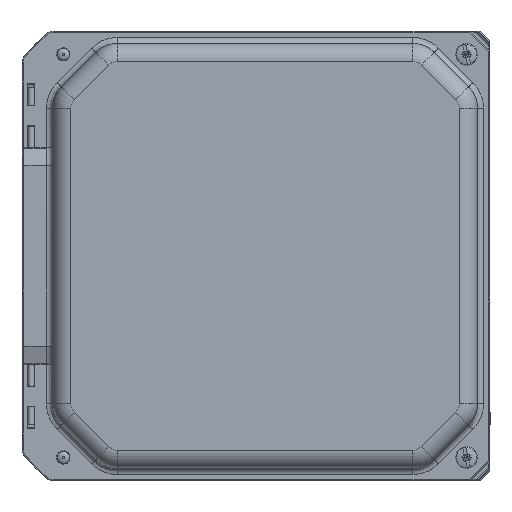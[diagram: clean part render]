
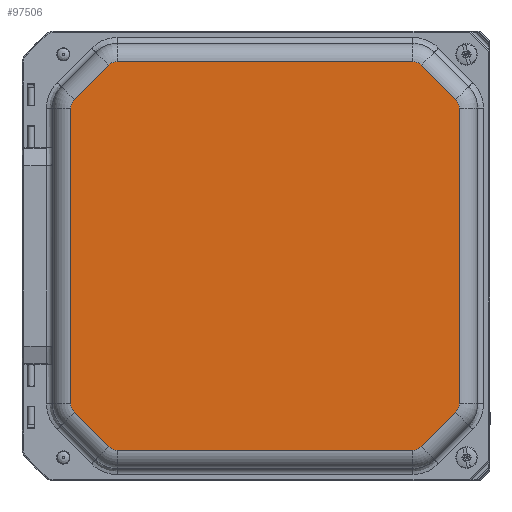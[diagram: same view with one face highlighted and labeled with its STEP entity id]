
A CAD part, top view. The second image highlights one B-rep face of the part: STEP entity #97506.
In plain terms, the highlighted planar face has unit normal (0, 0, 1).
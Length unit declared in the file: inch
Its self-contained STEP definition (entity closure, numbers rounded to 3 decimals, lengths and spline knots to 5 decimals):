
#247 = ORIENTED_EDGE ( 'NONE', *, *, #73272, .F. ) ;
#1008 = EDGE_CURVE ( 'NONE', #68280, #37126, #19560, .T. ) ;
#1692 = EDGE_CURVE ( 'NONE', #47847, #75978, #100812, .T. ) ;
#2652 = CARTESIAN_POINT ( 'NONE',  ( -3.08456, -3.8026, 4.312 ) ) ;
#5040 = CARTESIAN_POINT ( 'NONE',  ( 3.44342, 3.80154, 4.312 ) ) ;
#5263 = AXIS2_PLACEMENT_3D ( 'NONE', #99352, #26343, #35931 ) ;
#5553 = EDGE_CURVE ( 'NONE', #21262, #26063, #68292, .T. ) ;
#6208 = DIRECTION ( 'NONE',  ( 0., -1., 0. ) ) ;
#6299 = CARTESIAN_POINT ( 'NONE',  ( 3.80164, -3.44453, 4.312 ) ) ;
#8083 = LINE ( 'NONE', #60881, #92240 ) ;
#9631 = DIRECTION ( 'NONE',  ( 0., 0., 1. ) ) ;
#10128 = ORIENTED_EDGE ( 'NONE', *, *, #57761, .F. ) ;
#11508 = CARTESIAN_POINT ( 'NONE',  ( 4.05486, -3.08616, 4.312 ) ) ;
#11795 = AXIS2_PLACEMENT_3D ( 'NONE', #90552, #9631, #27930 ) ;
#12590 = DIRECTION ( 'NONE',  ( 0.707, -0.707, 0. ) ) ;
#12723 = CARTESIAN_POINT ( 'NONE',  ( -3.08456, 4.05525, 4.312 ) ) ;
#12903 = CARTESIAN_POINT ( 'NONE',  ( -3.801, 3.08496, 4.312 ) ) ;
#13665 = CARTESIAN_POINT ( 'NONE',  ( -4.05486, 3.08496, 4.312 ) ) ;
#16309 = CARTESIAN_POINT ( 'NONE',  ( 3.801, -3.08616, 4.312 ) ) ;
#17092 = LINE ( 'NONE', #6299, #72712 ) ;
#17305 = VECTOR ( 'NONE', #28270, 39.37008 ) ;
#18043 = LINE ( 'NONE', #46020, #105076 ) ;
#19497 = AXIS2_PLACEMENT_3D ( 'NONE', #12903, #112961, #22100 ) ;
#19560 = LINE ( 'NONE', #62197, #110794 ) ;
#20362 = CARTESIAN_POINT ( 'NONE',  ( 3.08456, -3.8026, 4.312 ) ) ;
#20517 = AXIS2_PLACEMENT_3D ( 'NONE', #61184, #63963, #106932 ) ;
#20537 = DIRECTION ( 'NONE',  ( 0., 0., 1. ) ) ;
#21262 = VERTEX_POINT ( 'NONE', #12723 ) ;
#22062 = CARTESIAN_POINT ( 'NONE',  ( 3.801, 3.08496, 4.312 ) ) ;
#22100 = DIRECTION ( 'NONE',  ( 0., -1., 0. ) ) ;
#22312 = VERTEX_POINT ( 'NONE', #99753 ) ;
#22563 = CIRCLE ( 'NONE', #113003, 0.25386 ) ;
#22599 = ORIENTED_EDGE ( 'NONE', *, *, #106178, .F. ) ;
#22657 = EDGE_CURVE ( 'NONE', #22312, #44574, #25022, .T. ) ;
#24945 = EDGE_CURVE ( 'NONE', #64035, #28064, #60799, .T. ) ;
#25022 = CIRCLE ( 'NONE', #38926, 0.25386 ) ;
#25328 = DIRECTION ( 'NONE',  ( 1., 0., 0. ) ) ;
#25856 = DIRECTION ( 'NONE',  ( 0., 0., 1. ) ) ;
#26063 = VERTEX_POINT ( 'NONE', #33225 ) ;
#26343 = DIRECTION ( 'NONE',  ( 0., 0., 1. ) ) ;
#26691 = DIRECTION ( 'NONE',  ( -0.707, -0.707, 0. ) ) ;
#27260 = VERTEX_POINT ( 'NONE', #94172 ) ;
#27930 = DIRECTION ( 'NONE',  ( 0., -1., 0. ) ) ;
#28064 = VERTEX_POINT ( 'NONE', #63825 ) ;
#28270 = DIRECTION ( 'NONE',  ( -1., 0., 0. ) ) ;
#32997 = ORIENTED_EDGE ( 'NONE', *, *, #98025, .F. ) ;
#33225 = CARTESIAN_POINT ( 'NONE',  ( -3.26406, 3.9809, 4.312 ) ) ;
#33427 = CARTESIAN_POINT ( 'NONE',  ( -3.9805, -3.26567, 4.312 ) ) ;
#33786 = CARTESIAN_POINT ( 'NONE',  ( -4.05486, -3.08616, 4.312 ) ) ;
#33968 = CARTESIAN_POINT ( 'NONE',  ( -3.08456, -4.05646, 4.312 ) ) ;
#35931 = DIRECTION ( 'NONE',  ( 0., -1., 0. ) ) ;
#36382 = DIRECTION ( 'NONE',  ( 0., 0., 1. ) ) ;
#37126 = VERTEX_POINT ( 'NONE', #33427 ) ;
#37526 = DIRECTION ( 'NONE',  ( 0., 1., 0. ) ) ;
#38926 = AXIS2_PLACEMENT_3D ( 'NONE', #16309, #25856, #108340 ) ;
#40271 = ORIENTED_EDGE ( 'NONE', *, *, #1008, .F. ) ;
#41495 = ORIENTED_EDGE ( 'NONE', *, *, #60938, .T. ) ;
#42254 = ORIENTED_EDGE ( 'NONE', *, *, #63723, .T. ) ;
#44574 = VERTEX_POINT ( 'NONE', #11508 ) ;
#46020 = CARTESIAN_POINT ( 'NONE',  ( -3.80164, 3.44332, 4.312 ) ) ;
#47490 = ORIENTED_EDGE ( 'NONE', *, *, #24945, .T. ) ;
#47847 = VERTEX_POINT ( 'NONE', #90490 ) ;
#48408 = DIRECTION ( 'NONE',  ( 0., 0., 1. ) ) ;
#50393 = VECTOR ( 'NONE', #37526, 39.37008 ) ;
#52887 = CARTESIAN_POINT ( 'NONE',  ( -1.54228, 4.05525, 4.312 ) ) ;
#53173 = DIRECTION ( 'NONE',  ( 1., 0., 0. ) ) ;
#53952 = CARTESIAN_POINT ( 'NONE',  ( 3.9805, 3.26446, 4.312 ) ) ;
#54014 = AXIS2_PLACEMENT_3D ( 'NONE', #118053, #36382, #53173 ) ;
#56167 = VERTEX_POINT ( 'NONE', #33786 ) ;
#56594 = CARTESIAN_POINT ( 'NONE',  ( 1.54228, -4.05646, 4.312 ) ) ;
#57761 = EDGE_CURVE ( 'NONE', #47847, #44574, #8083, .T. ) ;
#58904 = EDGE_CURVE ( 'NONE', #56167, #37126, #69114, .T. ) ;
#60799 = CIRCLE ( 'NONE', #66864, 0.25386 ) ;
#60881 = CARTESIAN_POINT ( 'NONE',  ( 4.05486, 1.54218, 4.312 ) ) ;
#60938 = EDGE_CURVE ( 'NONE', #68280, #64562, #22563, .T. ) ;
#61184 = CARTESIAN_POINT ( 'NONE',  ( 0., -0.0006, 4.312 ) ) ;
#62197 = CARTESIAN_POINT ( 'NONE',  ( -3.44342, -3.80275, 4.312 ) ) ;
#63723 = EDGE_CURVE ( 'NONE', #27260, #109027, #116184, .T. ) ;
#63825 = CARTESIAN_POINT ( 'NONE',  ( 3.26406, -3.98211, 4.312 ) ) ;
#63963 = DIRECTION ( 'NONE',  ( 0., 0., 1. ) ) ;
#64035 = VERTEX_POINT ( 'NONE', #81937 ) ;
#64562 = VERTEX_POINT ( 'NONE', #33968 ) ;
#65801 = AXIS2_PLACEMENT_3D ( 'NONE', #22062, #48408, #75130 ) ;
#66864 = AXIS2_PLACEMENT_3D ( 'NONE', #20362, #111201, #102446 ) ;
#67106 = CARTESIAN_POINT ( 'NONE',  ( -3.9805, 3.26446, 4.312 ) ) ;
#67590 = FACE_OUTER_BOUND ( 'NONE', #110543, .T. ) ;
#68280 = VERTEX_POINT ( 'NONE', #81860 ) ;
#68292 = CIRCLE ( 'NONE', #5263, 0.25386 ) ;
#69114 = CIRCLE ( 'NONE', #54014, 0.25386 ) ;
#70173 = EDGE_CURVE ( 'NONE', #82578, #107555, #86234, .T. ) ;
#70463 = ORIENTED_EDGE ( 'NONE', *, *, #22657, .T. ) ;
#71240 = ORIENTED_EDGE ( 'NONE', *, *, #98456, .F. ) ;
#72128 = ORIENTED_EDGE ( 'NONE', *, *, #5553, .T. ) ;
#72263 = ORIENTED_EDGE ( 'NONE', *, *, #77749, .F. ) ;
#72712 = VECTOR ( 'NONE', #26691, 39.37008 ) ;
#73272 = EDGE_CURVE ( 'NONE', #56167, #107555, #87392, .T. ) ;
#73534 = DIRECTION ( 'NONE',  ( 0.707, 0.707, 0. ) ) ;
#75130 = DIRECTION ( 'NONE',  ( 0., -1., 0. ) ) ;
#75978 = VERTEX_POINT ( 'NONE', #53952 ) ;
#77574 = VECTOR ( 'NONE', #25328, 39.37008 ) ;
#77749 = EDGE_CURVE ( 'NONE', #21262, #109027, #96057, .T. ) ;
#79513 = PLANE ( 'NONE',  #20517 ) ;
#81860 = CARTESIAN_POINT ( 'NONE',  ( -3.26406, -3.98211, 4.312 ) ) ;
#81937 = CARTESIAN_POINT ( 'NONE',  ( 3.08456, -4.05646, 4.312 ) ) ;
#82578 = VERTEX_POINT ( 'NONE', #67106 ) ;
#82835 = ORIENTED_EDGE ( 'NONE', *, *, #103406, .F. ) ;
#85079 = DIRECTION ( 'NONE',  ( 1., 0., 0. ) ) ;
#86234 = CIRCLE ( 'NONE', #19497, 0.25386 ) ;
#86696 = ORIENTED_EDGE ( 'NONE', *, *, #58904, .T. ) ;
#87392 = LINE ( 'NONE', #102437, #50393 ) ;
#90436 = DIRECTION ( 'NONE',  ( -0.707, 0.707, 0. ) ) ;
#90490 = CARTESIAN_POINT ( 'NONE',  ( 4.05486, 3.08496, 4.312 ) ) ;
#90552 = CARTESIAN_POINT ( 'NONE',  ( 3.08456, 3.8014, 4.312 ) ) ;
#92240 = VECTOR ( 'NONE', #6208, 39.37008 ) ;
#94172 = CARTESIAN_POINT ( 'NONE',  ( 3.26406, 3.9809, 4.312 ) ) ;
#94471 = ORIENTED_EDGE ( 'NONE', *, *, #1692, .T. ) ;
#95559 = ORIENTED_EDGE ( 'NONE', *, *, #70173, .T. ) ;
#96057 = LINE ( 'NONE', #52887, #77574 ) ;
#97506 = ADVANCED_FACE ( 'NONE', ( #67590 ), #79513, .T. ) ;
#98025 = EDGE_CURVE ( 'NONE', #64035, #64562, #117131, .T. ) ;
#98456 = EDGE_CURVE ( 'NONE', #22312, #28064, #17092, .T. ) ;
#99352 = CARTESIAN_POINT ( 'NONE',  ( -3.08456, 3.8014, 4.312 ) ) ;
#99753 = CARTESIAN_POINT ( 'NONE',  ( 3.9805, -3.26567, 4.312 ) ) ;
#100812 = CIRCLE ( 'NONE', #65801, 0.25386 ) ;
#101383 = LINE ( 'NONE', #5040, #111294 ) ;
#102437 = CARTESIAN_POINT ( 'NONE',  ( -4.05486, -1.54338, 4.312 ) ) ;
#102446 = DIRECTION ( 'NONE',  ( 0., -1., 0. ) ) ;
#103406 = EDGE_CURVE ( 'NONE', #82578, #26063, #18043, .T. ) ;
#105076 = VECTOR ( 'NONE', #73534, 39.37008 ) ;
#106178 = EDGE_CURVE ( 'NONE', #27260, #75978, #101383, .T. ) ;
#106932 = DIRECTION ( 'NONE',  ( 1., 0., 0. ) ) ;
#107555 = VERTEX_POINT ( 'NONE', #13665 ) ;
#108340 = DIRECTION ( 'NONE',  ( 1., 0., 0. ) ) ;
#109027 = VERTEX_POINT ( 'NONE', #112685 ) ;
#110543 = EDGE_LOOP ( 'NONE', ( #86696, #40271, #41495, #32997, #47490, #71240, #70463, #10128, #94471, #22599, #42254, #72263, #72128, #82835, #95559, #247 ) ) ;
#110794 = VECTOR ( 'NONE', #90436, 39.37008 ) ;
#111201 = DIRECTION ( 'NONE',  ( 0., 0., 1. ) ) ;
#111294 = VECTOR ( 'NONE', #12590, 39.37008 ) ;
#112685 = CARTESIAN_POINT ( 'NONE',  ( 3.08456, 4.05525, 4.312 ) ) ;
#112961 = DIRECTION ( 'NONE',  ( 0., 0., 1. ) ) ;
#113003 = AXIS2_PLACEMENT_3D ( 'NONE', #2652, #20537, #85079 ) ;
#116184 = CIRCLE ( 'NONE', #11795, 0.25386 ) ;
#117131 = LINE ( 'NONE', #56594, #17305 ) ;
#118053 = CARTESIAN_POINT ( 'NONE',  ( -3.801, -3.08616, 4.312 ) ) ;
